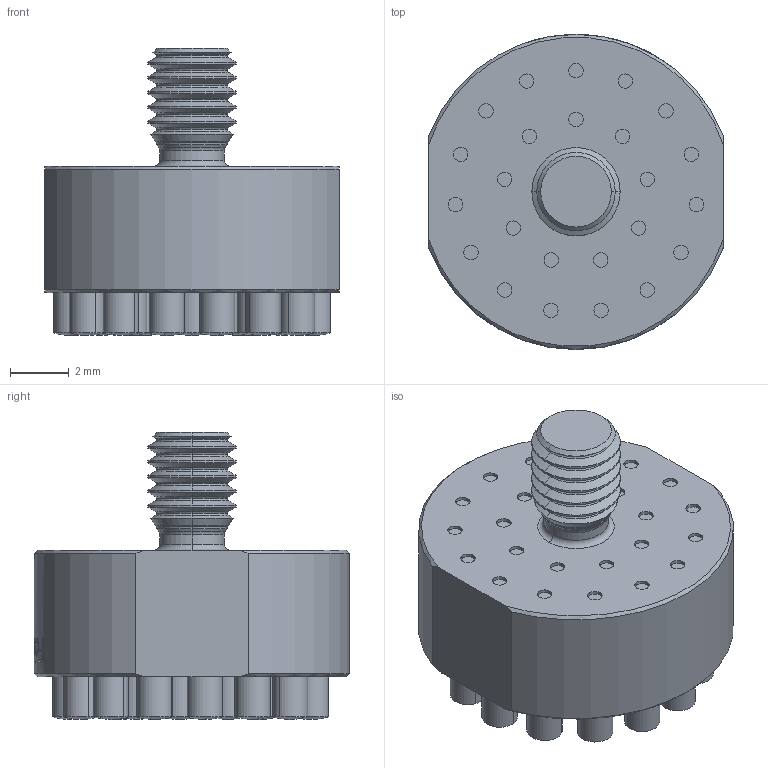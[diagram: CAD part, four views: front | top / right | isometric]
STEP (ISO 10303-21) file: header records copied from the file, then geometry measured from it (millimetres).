
FILE_DESCRIPTION (( 'STEP AP203' ), '1' );
FILE_NAME ('MOD-1860C006.step', '2015-07-09T11:00:37', ( 'firstrun' ), ( 'Hewlett-Packard Company' ), 'SwSTEP 2.0', 'SolidWorks 2012', '' );
FILE_SCHEMA (( 'CONFIG_CONTROL_DESIGN' ));
Length unit declared in the file: millimetre
Products named in the file (1): MOD-1860C006
Bounding box: 10 x 10.7 x 9.75 mm (x, y, z)
Volume: 413 mm3; surface area: 731.5 mm2
Topology: 1 solids, 25 shells, 1186 faces, 2943 edges, 1855 vertices
Faces by surface type: cylinder 616, plane 236, cone 192, bspline 62, sphere 48, torus 32
Entity records: 38446 total; most frequent: CARTESIAN_POINT 9879, DIRECTION 6318, ORIENTED_EDGE 5878, EDGE_CURVE 2939, AXIS2_PLACEMENT_3D 2657, VERTEX_POINT 1855, CIRCLE 1532, EDGE_LOOP 1238
